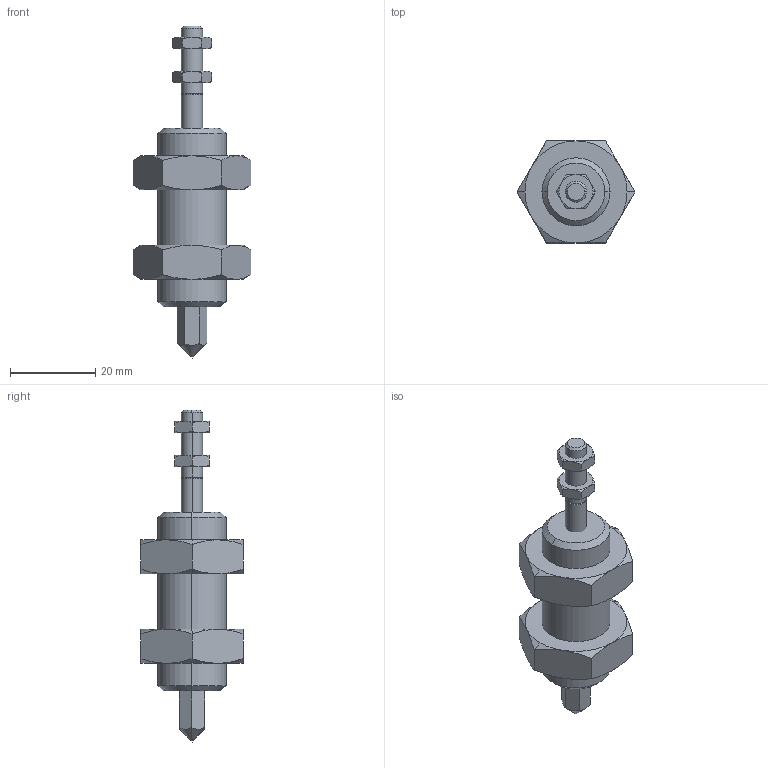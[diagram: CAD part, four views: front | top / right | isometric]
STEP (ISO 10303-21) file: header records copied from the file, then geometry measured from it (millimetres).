
FILE_DESCRIPTION(('STEP AP214'),'1');
FILE_NAME(' ',' ',('TraceParts'),('TraceParts S.A.'),'XStep 1.0',' ',' ');
FILE_SCHEMA(('automotive_design'));
Length unit declared in the file: millimetre
Products named in the file (6): 1; 2; 3; 4; 5; 6
Bounding box: 27.71 x 24 x 78 mm (x, y, z)
Volume: 15786.1 mm3; surface area: 7530.8 mm2
Topology: 6 solids, 6 shells, 151 faces, 323 edges, 188 vertices
Faces by surface type: cone 82, plane 47, cylinder 22
Entity records: 7804 total; most frequent: CARTESIAN_POINT 870, STYLED_ITEM 666, PRESENTATION_STYLE_ASSIGNMENT 666, COLOUR_RGB 666, DIRECTION 660, ORIENTED_EDGE 642, EDGE_CURVE 321, CURVE_STYLE 321
